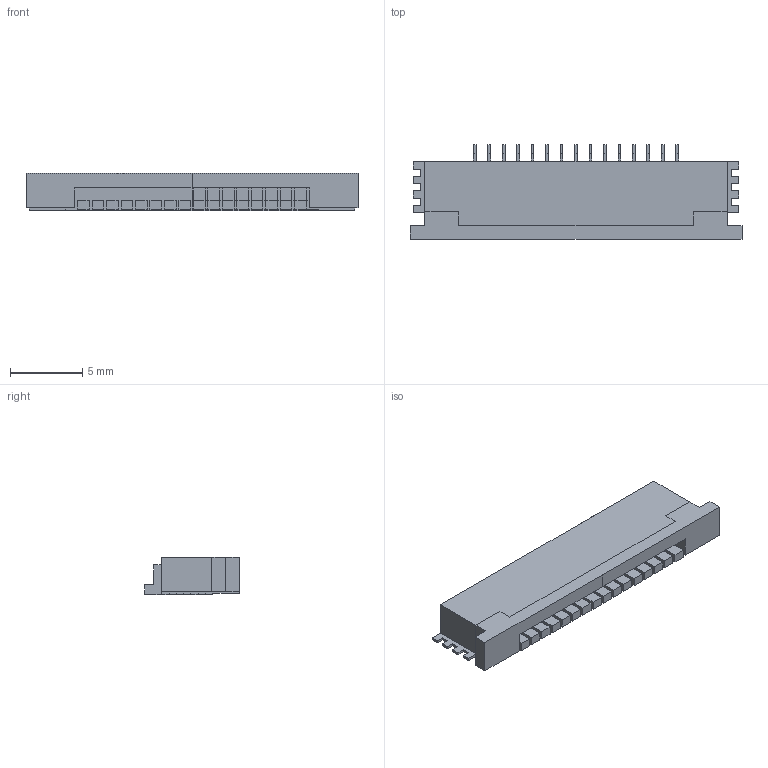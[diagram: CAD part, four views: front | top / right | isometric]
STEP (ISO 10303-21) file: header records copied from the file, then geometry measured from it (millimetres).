
FILE_DESCRIPTION(/* description */ ('model of TE_1-84952-5_1x15-1MP_P1.0mm_Horizontal'),/* implementation_level */ '2;1');
FILE_NAME(/* name */ 'TE_1-84952-5_1x15-1MP_P1.0mm_Horizontal.step',/* time_stamp */ '2019-12-30T03:00:50',/* author */ ('Anton Lysak',''),/* organization */ (''),/* preprocessor_version */ '',/* originating_system */ '',/* authorisation */ '');
FILE_SCHEMA(('AUTOMOTIVE_DESIGN { 1 0 10303 214 1 1 1 1 }'));
Length unit declared in the file: millimetre
Products named in the file (1): TE_1_84952_5
Bounding box: 22.92 x 6.54 x 2.56 mm (x, y, z)
Volume: 263.4 mm3; surface area: 524.4 mm2
Topology: 1 solids, 1 shells, 287 faces, 738 edges, 461 vertices
Faces by surface type: plane 253, extrusion 34
Entity records: 10423 total; most frequent: CARTESIAN_POINT 1563, ORIENTED_EDGE 1476, DIRECTION 1238, EDGE_CURVE 738, VECTOR 730, LINE 696, VERTEX_POINT 461, FACE_BOUND 295
